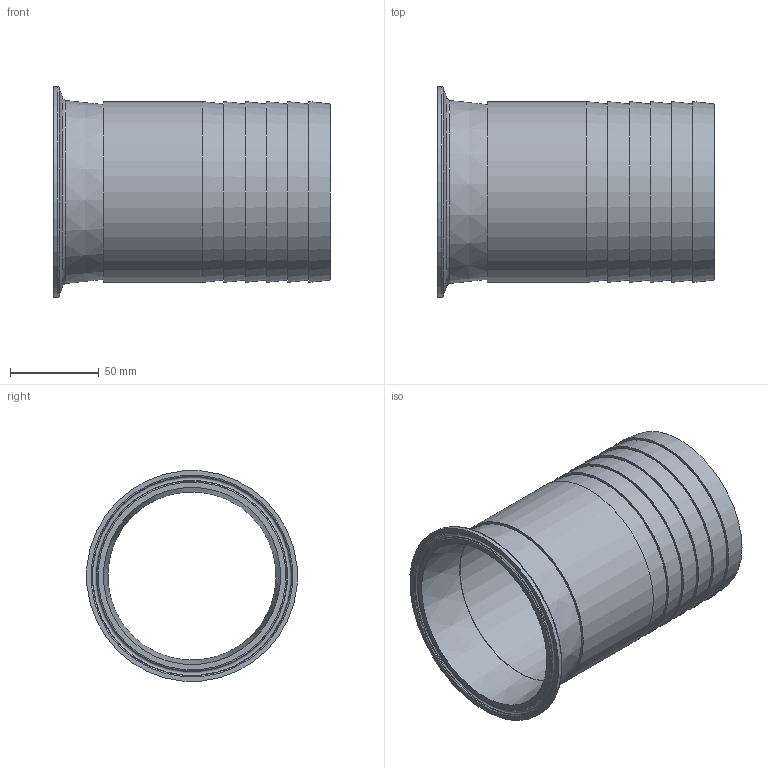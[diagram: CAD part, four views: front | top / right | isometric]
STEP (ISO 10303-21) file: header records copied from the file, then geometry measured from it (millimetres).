
FILE_DESCRIPTION(/* description */ (''),/* implementation_level */ '2;1');
FILE_NAME(/* name */ '26070100000.stp',/* time_stamp */ '2016-03-08T11:59:17+01:00',/* author */ ('Struska'),/* organization */ ('BUPOSPOL'),/* preprocessor_version */ 'ST-DEVELOPER v15.6',/* originating_system */ 'Autodesk Inventor 2015',/* authorisation */ '');
FILE_SCHEMA (('CONFIG_CONTROL_DESIGN'));
Length unit declared in the file: millimetre
Products named in the file (1): 26070100000
Bounding box: 156 x 118.56 x 118.56 mm (x, y, z)
Volume: 142909.8 mm3; surface area: 105850.7 mm2
Topology: 1 solids, 1 shells, 30 faces, 51 edges, 32 vertices
Faces by surface type: plane 11, cone 11, torus 5, cylinder 3
Full cylindrical faces by diameter (mm): 95.5 x1, 102 x1, 119 x1
Entity records: 662 total; most frequent: DIRECTION 122, CARTESIAN_POINT 91, AXIS2_PLACEMENT_3D 61, EDGE_LOOP 60, ORIENTED_EDGE 60, STYLED_ITEM 31, FACE_BOUND 30, FACE_OUTER_BOUND 30
